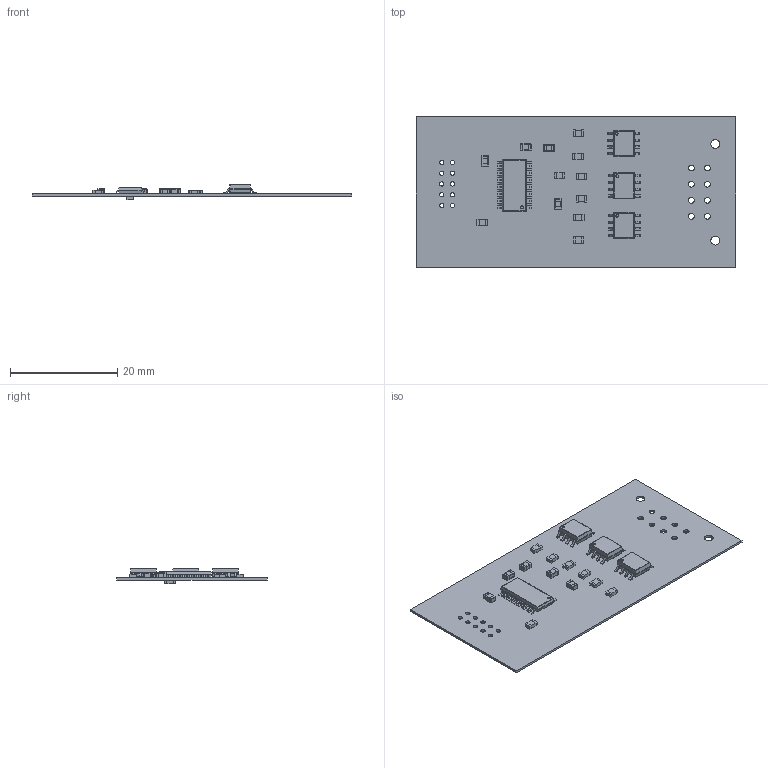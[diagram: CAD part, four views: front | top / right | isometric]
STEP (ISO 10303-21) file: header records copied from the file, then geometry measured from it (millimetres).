
FILE_DESCRIPTION(('Open CASCADE Model'),'2;1');
FILE_NAME('Open CASCADE Shape Model','2019-11-14T00:00:17',('Author'),( 'Open CASCADE'),'Open CASCADE STEP processor 6.8','Open CASCADE 6.8' ,'Unknown');
FILE_SCHEMA(('AUTOMOTIVE_DESIGN { 1 0 10303 214 1 1 1 1 }'));
Length unit declared in the file: millimetre
Products named in the file (1): PCB
Bounding box: 59.5 x 28 x 2.81 mm (x, y, z)
Volume: 840.3 mm3; surface area: 3971.3 mm2
Topology: 97 solids, 97 shells, 1178 faces, 2796 edges, 1776 vertices
Faces by surface type: plane 826, cylinder 312, sphere 40
Full cylindrical faces by diameter (mm): 0.487 x3, 0.55 x1, 0.8 x10, 1.07 x8, 1.67 x2
Entity records: 33843 total; most frequent: CARTESIAN_POINT 5711, DIRECTION 5706, ORIENTED_EDGE 5512, EDGE_CURVE 2756, LINE 2164, VECTOR 2164, VERTEX_POINT 1776, AXIS2_PLACEMENT_3D 1771
